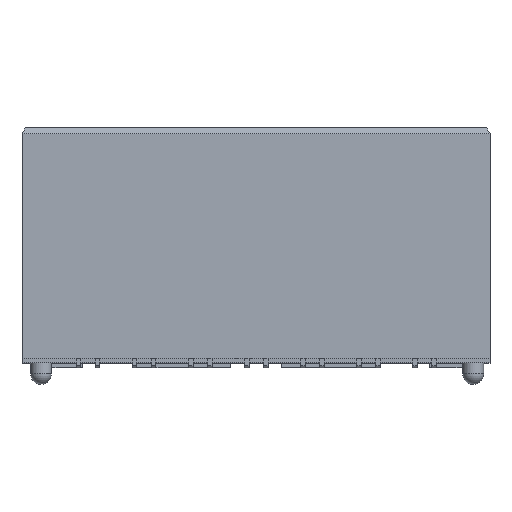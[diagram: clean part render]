
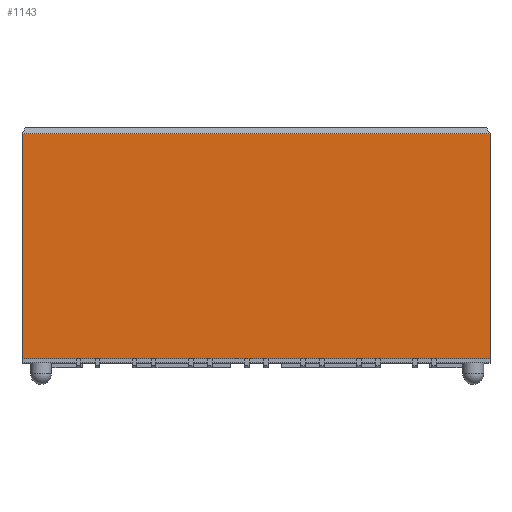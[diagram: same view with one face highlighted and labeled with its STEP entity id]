
A CAD part, top view. The second image highlights one B-rep face of the part: STEP entity #1143.
In plain terms, the highlighted planar face has unit normal (0, 0, 1).
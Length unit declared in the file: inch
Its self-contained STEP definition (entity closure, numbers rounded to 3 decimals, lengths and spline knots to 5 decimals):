
#1143 = ADVANCED_FACE( '', ( #2802 ), #2803, .F. );
#2802 = FACE_OUTER_BOUND( '', #5004, .T. );
#2803 = PLANE( '', #5005 );
#5004 = EDGE_LOOP( '', ( #8301, #8302, #8303, #8304 ) );
#5005 = AXIS2_PLACEMENT_3D( '', #8305, #8306, #8307 );
#8301 = ORIENTED_EDGE( '', *, *, #14907, .F. );
#8302 = ORIENTED_EDGE( '', *, *, #14908, .F. );
#8303 = ORIENTED_EDGE( '', *, *, #14097, .F. );
#8304 = ORIENTED_EDGE( '', *, *, #14909, .T. );
#8305 = CARTESIAN_POINT( '', ( -0.394, 0.3862, 0.1175 ) );
#8306 = DIRECTION( '', ( 0., 0., -1. ) );
#8307 = DIRECTION( '', ( -1., 0., 0. ) );
#14097 = EDGE_CURVE( '', #17136, #17137, #17138, .T. );
#14907 = EDGE_CURVE( '', #18548, #18549, #18550, .T. );
#14908 = EDGE_CURVE( '', #17137, #18548, #18551, .T. );
#14909 = EDGE_CURVE( '', #17136, #18549, #18552, .T. );
#17136 = VERTEX_POINT( '', #21589 );
#17137 = VERTEX_POINT( '', #21590 );
#17138 = LINE( '', #21591, #21592 );
#18548 = VERTEX_POINT( '', #23643 );
#18549 = VERTEX_POINT( '', #23644 );
#18550 = LINE( '', #23645, #23646 );
#18551 = LINE( '', #23647, #23648 );
#18552 = LINE( '', #23649, #23650 );
#21589 = CARTESIAN_POINT( '', ( -0.394, 0.3862, 0.1175 ) );
#21590 = CARTESIAN_POINT( '', ( 0.394, 0.3862, 0.1175 ) );
#21591 = CARTESIAN_POINT( '', ( -0.394, 0.3862, 0.1175 ) );
#21592 = VECTOR( '', #27599, 39.37008 );
#23643 = CARTESIAN_POINT( '', ( 0.394, 0.007, 0.1175 ) );
#23644 = CARTESIAN_POINT( '', ( -0.394, 0.007, 0.1175 ) );
#23645 = CARTESIAN_POINT( '', ( -0.394, 0.007, 0.1175 ) );
#23646 = VECTOR( '', #28346, 39.37008 );
#23647 = CARTESIAN_POINT( '', ( 0.394, 0.3862, 0.1175 ) );
#23648 = VECTOR( '', #28347, 39.37008 );
#23649 = CARTESIAN_POINT( '', ( -0.394, 0.3862, 0.1175 ) );
#23650 = VECTOR( '', #28348, 39.37008 );
#27599 = DIRECTION( '', ( 1., 0., 0. ) );
#28346 = DIRECTION( '', ( -1., 0., 0. ) );
#28347 = DIRECTION( '', ( 0., -1., 0. ) );
#28348 = DIRECTION( '', ( 0., -1., 0. ) );
